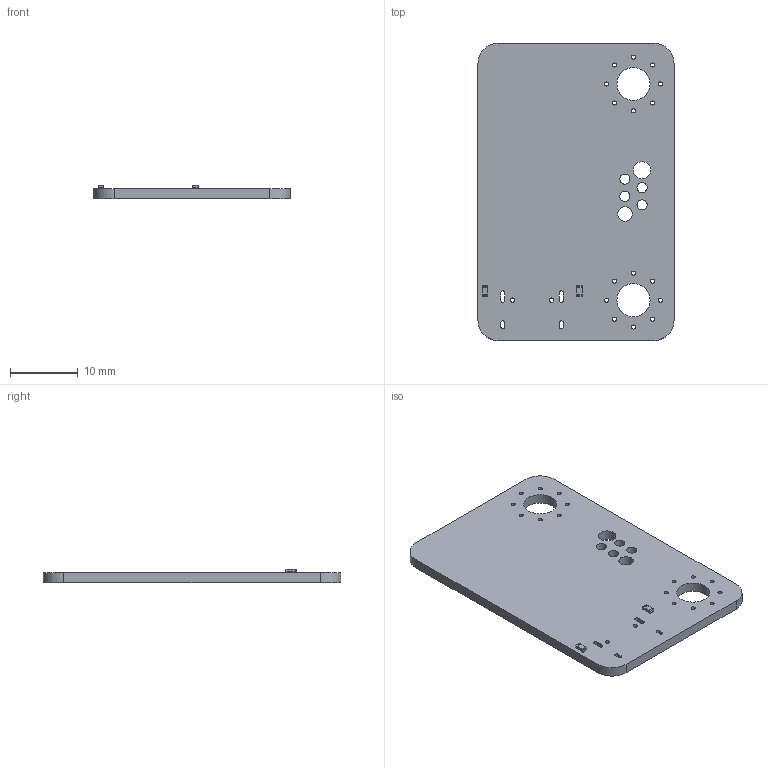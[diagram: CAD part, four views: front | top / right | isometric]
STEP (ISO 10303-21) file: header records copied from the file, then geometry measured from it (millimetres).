
FILE_DESCRIPTION(('KiCad electronic assembly'),'2;1');
FILE_NAME('device-side__0.9__3D.step','2025-12-11T10:46:22',('Pcbnew'),( 'Kicad'),'Open CASCADE STEP processor 7.6','KiCad to STEP converter' ,'Unknown');
FILE_SCHEMA(('AUTOMOTIVE_DESIGN { 1 0 10303 214 1 1 1 1 }'));
Length unit declared in the file: millimetre
Products named in the file (3): device-side__0.9__3D 1; R_0603_1608Metric; kibot_xdwt3gjb_PCB
Assembly tree (3 placements, depth 2):
  device-side__0.9__3D 1
    R_0603_1608Metric  x2
    kibot_xdwt3gjb_PCB
Bounding box: 29 x 44 x 2.04 mm (x, y, z)
Volume: 1822.7 mm3; surface area: 2805.5 mm2
Topology: 3 solids, 3 shells, 104 faces, 286 edges, 188 vertices
Faces by surface type: cylinder 54, plane 50
Full cylindrical faces by diameter (mm): 0.6 x16, 0.65 x2, 1.5 x4, 2.15 x1, 2.55 x1, 4.9 x2
Entity records: 2723 total; most frequent: DIRECTION 474, CARTESIAN_POINT 444, ORIENTED_EDGE 436, EDGE_CURVE 218, AXIS2_PLACEMENT_3D 174, VERTEX_POINT 144, FACE_BOUND 138, EDGE_LOOP 138
